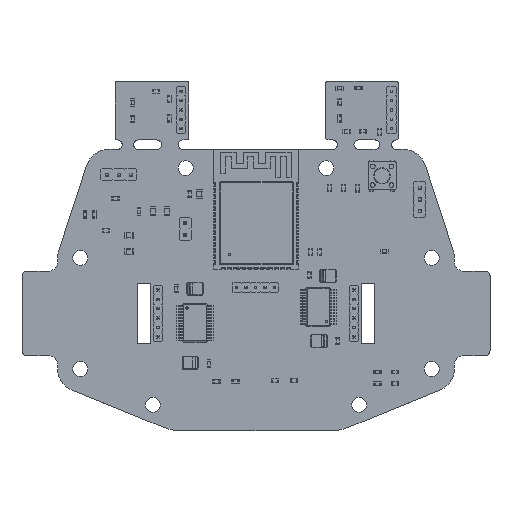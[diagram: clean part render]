
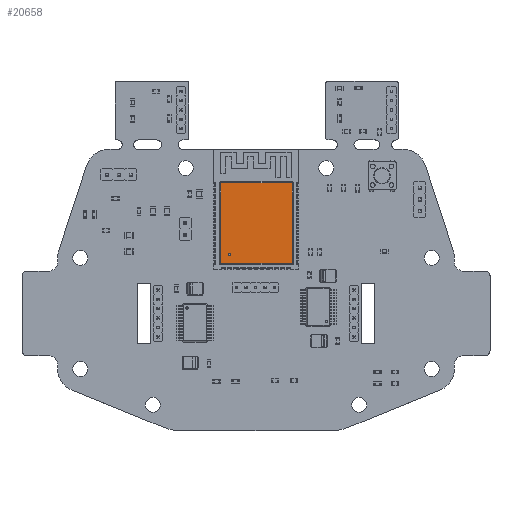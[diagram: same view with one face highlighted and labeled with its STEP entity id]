
A CAD part, top view. The second image highlights one B-rep face of the part: STEP entity #20658.
In plain terms, the highlighted planar face has unit normal (0, 0, 1).
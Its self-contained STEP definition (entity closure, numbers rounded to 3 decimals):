
#20482 = VERTEX_POINT('',#20483);
#20483 = CARTESIAN_POINT('',(-7.55,5.65,3.1));
#20490 = EDGE_CURVE('',#20482,#20491,#20493,.T.);
#20491 = VERTEX_POINT('',#20492);
#20492 = CARTESIAN_POINT('',(7.75,5.65,3.1));
#20493 = LINE('',#20494,#20495);
#20494 = CARTESIAN_POINT('',(-7.8,5.65,3.1));
#20495 = VECTOR('',#20496,1.);
#20496 = DIRECTION('',(1.,0.,0.));
#20658 = ADVANCED_FACE('',(#20659,#20684),#20695,.T.);
#20659 = FACE_BOUND('',#20660,.T.);
#20660 = EDGE_LOOP('',(#20661,#20671,#20677,#20678));
#20661 = ORIENTED_EDGE('',*,*,#20662,.F.);
#20662 = EDGE_CURVE('',#20663,#20665,#20667,.T.);
#20663 = VERTEX_POINT('',#20664);
#20664 = CARTESIAN_POINT('',(7.75,-11.45,3.1));
#20665 = VERTEX_POINT('',#20666);
#20666 = CARTESIAN_POINT('',(-7.55,-11.45,3.1));
#20667 = LINE('',#20668,#20669);
#20668 = CARTESIAN_POINT('',(8.,-11.45,3.1));
#20669 = VECTOR('',#20670,1.);
#20670 = DIRECTION('',(-1.,0.,0.));
#20671 = ORIENTED_EDGE('',*,*,#20672,.F.);
#20672 = EDGE_CURVE('',#20491,#20663,#20673,.T.);
#20673 = LINE('',#20674,#20675);
#20674 = CARTESIAN_POINT('',(7.75,5.9,3.1));
#20675 = VECTOR('',#20676,1.);
#20676 = DIRECTION('',(0.,-1.,0.));
#20677 = ORIENTED_EDGE('',*,*,#20490,.F.);
#20678 = ORIENTED_EDGE('',*,*,#20679,.F.);
#20679 = EDGE_CURVE('',#20665,#20482,#20680,.T.);
#20680 = LINE('',#20681,#20682);
#20681 = CARTESIAN_POINT('',(-7.55,-11.7,3.1));
#20682 = VECTOR('',#20683,1.);
#20683 = DIRECTION('',(0.,1.,0.));
#20684 = FACE_BOUND('',#20685,.T.);
#20685 = EDGE_LOOP('',(#20686));
#20686 = ORIENTED_EDGE('',*,*,#20687,.F.);
#20687 = EDGE_CURVE('',#20688,#20688,#20690,.T.);
#20688 = VERTEX_POINT('',#20689);
#20689 = CARTESIAN_POINT('',(-5.35,-9.6,3.1));
#20690 = CIRCLE('',#20691,0.25);
#20691 = AXIS2_PLACEMENT_3D('',#20692,#20693,#20694);
#20692 = CARTESIAN_POINT('',(-5.6,-9.6,3.1));
#20693 = DIRECTION('',(0.,0.,1.));
#20694 = DIRECTION('',(1.,0.,-0.));
#20695 = PLANE('',#20696);
#20696 = AXIS2_PLACEMENT_3D('',#20697,#20698,#20699);
#20697 = CARTESIAN_POINT('',(0.1,-2.9,3.1));
#20698 = DIRECTION('',(0.,0.,1.));
#20699 = DIRECTION('',(1.,0.,-0.));
